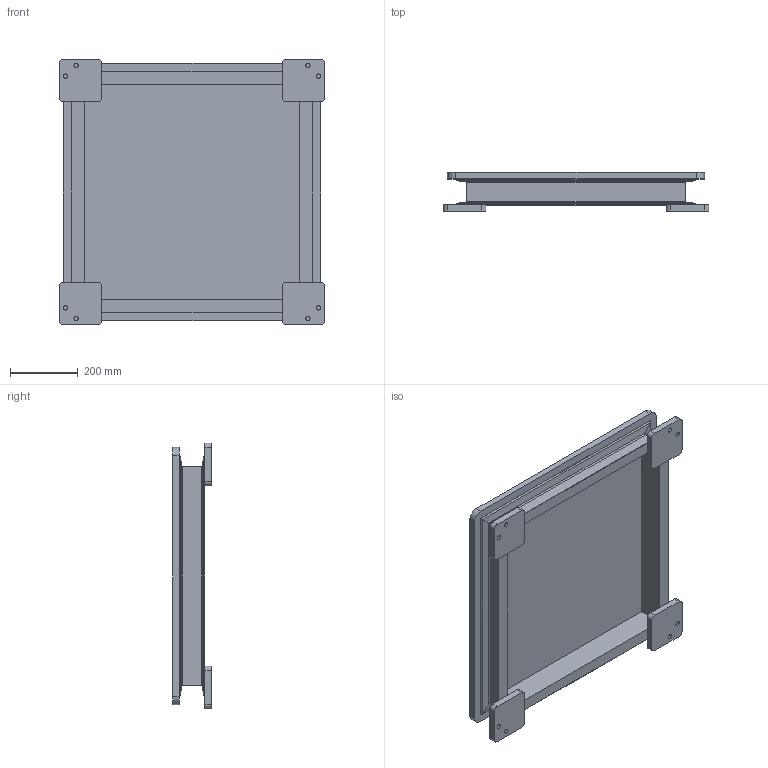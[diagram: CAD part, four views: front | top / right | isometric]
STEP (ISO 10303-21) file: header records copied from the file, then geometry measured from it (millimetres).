
FILE_DESCRIPTION (( 'STEP AP203' ), '1' );
FILE_NAME ('MODEL 300 ASS''Y.STEP', '2024-06-11T16:37:49', ( '' ), ( '' ), 'SwSTEP 2.0', 'SolidWorks 2023', '' );
FILE_SCHEMA (( 'CONFIG_CONTROL_DESIGN' ));
Length unit declared in the file: inch
Products named in the file (4): .75 TOP PLATE; MODEL 300 STYLE A FOOT PAD; MODEL 300 ASS''Y; 3X4.1 CHANNEL X 28 LG
Assembly tree (9 placements, depth 2):
  MODEL 300 ASS''Y
    .75 TOP PLATE
    3X4.1 CHANNEL X 28 LG  x4
    MODEL 300 STYLE A FOOT PAD  x4
Bounding box: 787.4 x 114.3 x 787.4 mm (x, y, z)
Volume: 14043950 mm3; surface area: 2125545 mm2
Topology: 9 solids, 9 shells, 122 faces, 312 edges, 208 vertices
Faces by surface type: plane 70, cylinder 52
Entity records: 1766 total; most frequent: CARTESIAN_POINT 234, DIRECTION 212, ORIENTED_EDGE 192, EDGE_CURVE 96, AXIS2_PLACEMENT_3D 74, VECTOR 64, LINE 64, VERTEX_POINT 64
